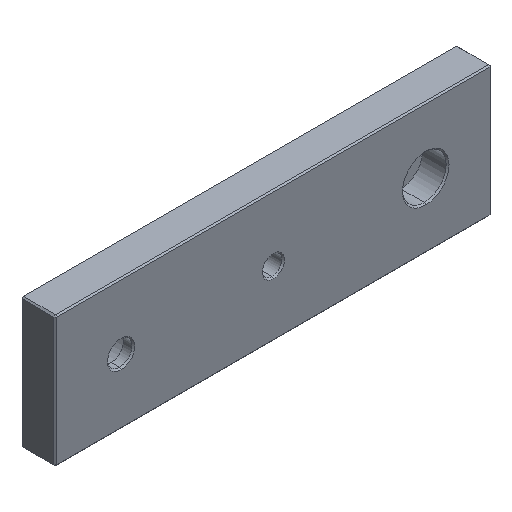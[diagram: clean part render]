
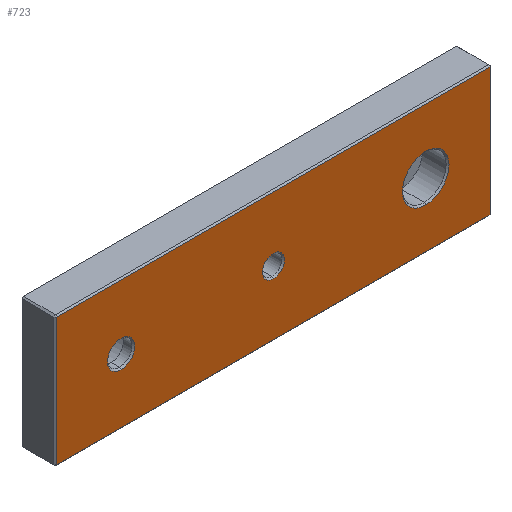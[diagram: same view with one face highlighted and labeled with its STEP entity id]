
A CAD part, isometric view. The second image highlights one B-rep face of the part: STEP entity #723.
In plain terms, the highlighted planar face has unit normal (0, -1, 0).
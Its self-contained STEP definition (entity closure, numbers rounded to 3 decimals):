
#15 = CARTESIAN_POINT ( 'NONE',  ( 0.5, 0., -45. ) ) ;
#22 = LINE ( 'NONE', #352, #1220 ) ;
#33 = EDGE_CURVE ( 'NONE', #1127, #353, #40, .T. ) ;
#37 = VERTEX_POINT ( 'NONE', #889 ) ;
#40 = CIRCLE ( 'NONE', #807, 4.7 ) ;
#43 = EDGE_CURVE ( 'NONE', #353, #1127, #423, .T. ) ;
#54 = EDGE_LOOP ( 'NONE', ( #831, #880 ) ) ;
#66 = AXIS2_PLACEMENT_3D ( 'NONE', #1078, #184, #193 ) ;
#86 = FACE_BOUND ( 'NONE', #54, .T. ) ;
#102 = DIRECTION ( 'NONE',  ( 0., 0., -1. ) ) ;
#110 = ORIENTED_EDGE ( 'NONE', *, *, #514, .T. ) ;
#138 = ORIENTED_EDGE ( 'NONE', *, *, #33, .T. ) ;
#147 = EDGE_CURVE ( 'NONE', #1177, #826, #424, .T. ) ;
#184 = DIRECTION ( 'NONE',  ( 0., 1., 0. ) ) ;
#186 = ORIENTED_EDGE ( 'NONE', *, *, #147, .T. ) ;
#189 = EDGE_CURVE ( 'NONE', #486, #468, #457, .T. ) ;
#193 = DIRECTION ( 'NONE',  ( 0., 0., -1. ) ) ;
#197 = DIRECTION ( 'NONE',  ( 0., 0., -1. ) ) ;
#214 = CARTESIAN_POINT ( 'NONE',  ( 0.5, 0., -44.5 ) ) ;
#252 = VERTEX_POINT ( 'NONE', #552 ) ;
#257 = DIRECTION ( 'NONE',  ( 0., -1., 0. ) ) ;
#258 = VERTEX_POINT ( 'NONE', #391 ) ;
#262 = ORIENTED_EDGE ( 'NONE', *, *, #309, .T. ) ;
#285 = EDGE_LOOP ( 'NONE', ( #262, #186, #963, #663 ) ) ;
#300 = CARTESIAN_POINT ( 'NONE',  ( 127.4, 0., -22.5 ) ) ;
#302 = CARTESIAN_POINT ( 'NONE',  ( 22.6, 0., -22.5 ) ) ;
#309 = EDGE_CURVE ( 'NONE', #252, #1177, #745, .T. ) ;
#326 = VECTOR ( 'NONE', #197, 1000. ) ;
#328 = DIRECTION ( 'NONE',  ( -1., 0., 0. ) ) ;
#329 = CARTESIAN_POINT ( 'NONE',  ( 22.6, 0., -27.2 ) ) ;
#352 = CARTESIAN_POINT ( 'NONE',  ( 150., 0., -44.5 ) ) ;
#353 = VERTEX_POINT ( 'NONE', #329 ) ;
#391 = CARTESIAN_POINT ( 'NONE',  ( 75., 0., -18.7 ) ) ;
#399 = CARTESIAN_POINT ( 'NONE',  ( 0., 0., 0. ) ) ;
#414 = AXIS2_PLACEMENT_3D ( 'NONE', #300, #902, #1304 ) ;
#416 = EDGE_LOOP ( 'NONE', ( #1271, #110 ) ) ;
#420 = VECTOR ( 'NONE', #755, 1000. ) ;
#422 = ORIENTED_EDGE ( 'NONE', *, *, #43, .T. ) ;
#423 = CIRCLE ( 'NONE', #541, 4.7 ) ;
#424 = LINE ( 'NONE', #1243, #607 ) ;
#431 = CARTESIAN_POINT ( 'NONE',  ( 149.5, 0., 0. ) ) ;
#438 = EDGE_CURVE ( 'NONE', #258, #37, #651, .T. ) ;
#457 = CIRCLE ( 'NONE', #1209, 8. ) ;
#468 = VERTEX_POINT ( 'NONE', #909 ) ;
#469 = AXIS2_PLACEMENT_3D ( 'NONE', #975, #1290, #551 ) ;
#471 = FACE_BOUND ( 'NONE', #659, .T. ) ;
#481 = DIRECTION ( 'NONE',  ( 0., 0., -1. ) ) ;
#486 = VERTEX_POINT ( 'NONE', #604 ) ;
#508 = LINE ( 'NONE', #15, #326 ) ;
#514 = EDGE_CURVE ( 'NONE', #468, #486, #584, .T. ) ;
#541 = AXIS2_PLACEMENT_3D ( 'NONE', #708, #1015, #102 ) ;
#551 = DIRECTION ( 'NONE',  ( 0., 0., -1. ) ) ;
#552 = CARTESIAN_POINT ( 'NONE',  ( 149.5, 0., -44.5 ) ) ;
#584 = CIRCLE ( 'NONE', #414, 8. ) ;
#604 = CARTESIAN_POINT ( 'NONE',  ( 127.4, 0., -30.5 ) ) ;
#607 = VECTOR ( 'NONE', #328, 1000. ) ;
#621 = CARTESIAN_POINT ( 'NONE',  ( 0.5, 0., -0.5 ) ) ;
#651 = CIRCLE ( 'NONE', #66, 3.8 ) ;
#659 = EDGE_LOOP ( 'NONE', ( #422, #138 ) ) ;
#663 = ORIENTED_EDGE ( 'NONE', *, *, #1035, .T. ) ;
#687 = FACE_BOUND ( 'NONE', #416, .T. ) ;
#708 = CARTESIAN_POINT ( 'NONE',  ( 22.6, 0., -22.5 ) ) ;
#716 = CARTESIAN_POINT ( 'NONE',  ( 127.4, 0., -22.5 ) ) ;
#723 = ADVANCED_FACE ( 'NONE', ( #471, #687, #86, #907 ), #1316, .T. ) ;
#745 = LINE ( 'NONE', #431, #420 ) ;
#755 = DIRECTION ( 'NONE',  ( 0., 0., 1. ) ) ;
#761 = CARTESIAN_POINT ( 'NONE',  ( 22.6, 0., -17.8 ) ) ;
#764 = DIRECTION ( 'NONE',  ( 1., 0., 0. ) ) ;
#789 = EDGE_CURVE ( 'NONE', #826, #1307, #508, .T. ) ;
#807 = AXIS2_PLACEMENT_3D ( 'NONE', #302, #910, #1009 ) ;
#826 = VERTEX_POINT ( 'NONE', #621 ) ;
#831 = ORIENTED_EDGE ( 'NONE', *, *, #1064, .T. ) ;
#848 = DIRECTION ( 'NONE',  ( 0., 0., -1. ) ) ;
#880 = ORIENTED_EDGE ( 'NONE', *, *, #438, .T. ) ;
#889 = CARTESIAN_POINT ( 'NONE',  ( 75., 0., -26.3 ) ) ;
#902 = DIRECTION ( 'NONE',  ( 0., 1., 0. ) ) ;
#907 = FACE_OUTER_BOUND ( 'NONE', #285, .T. ) ;
#909 = CARTESIAN_POINT ( 'NONE',  ( 127.4, 0., -14.5 ) ) ;
#910 = DIRECTION ( 'NONE',  ( 0., 1., 0. ) ) ;
#935 = DIRECTION ( 'NONE',  ( 0., 1., 0. ) ) ;
#954 = AXIS2_PLACEMENT_3D ( 'NONE', #399, #257, #481 ) ;
#963 = ORIENTED_EDGE ( 'NONE', *, *, #789, .T. ) ;
#975 = CARTESIAN_POINT ( 'NONE',  ( 75., 0., -22.5 ) ) ;
#1009 = DIRECTION ( 'NONE',  ( 0., 0., -1. ) ) ;
#1015 = DIRECTION ( 'NONE',  ( 0., 1., 0. ) ) ;
#1035 = EDGE_CURVE ( 'NONE', #1307, #252, #22, .T. ) ;
#1040 = CIRCLE ( 'NONE', #469, 3.8 ) ;
#1064 = EDGE_CURVE ( 'NONE', #37, #258, #1040, .T. ) ;
#1078 = CARTESIAN_POINT ( 'NONE',  ( 75., 0., -22.5 ) ) ;
#1117 = CARTESIAN_POINT ( 'NONE',  ( 149.5, 0., -0.5 ) ) ;
#1127 = VERTEX_POINT ( 'NONE', #761 ) ;
#1177 = VERTEX_POINT ( 'NONE', #1117 ) ;
#1209 = AXIS2_PLACEMENT_3D ( 'NONE', #716, #935, #848 ) ;
#1220 = VECTOR ( 'NONE', #764, 1000. ) ;
#1243 = CARTESIAN_POINT ( 'NONE',  ( 0., 0., -0.5 ) ) ;
#1271 = ORIENTED_EDGE ( 'NONE', *, *, #189, .T. ) ;
#1290 = DIRECTION ( 'NONE',  ( 0., 1., 0. ) ) ;
#1304 = DIRECTION ( 'NONE',  ( 0., 0., -1. ) ) ;
#1307 = VERTEX_POINT ( 'NONE', #214 ) ;
#1316 = PLANE ( 'NONE',  #954 ) ;
